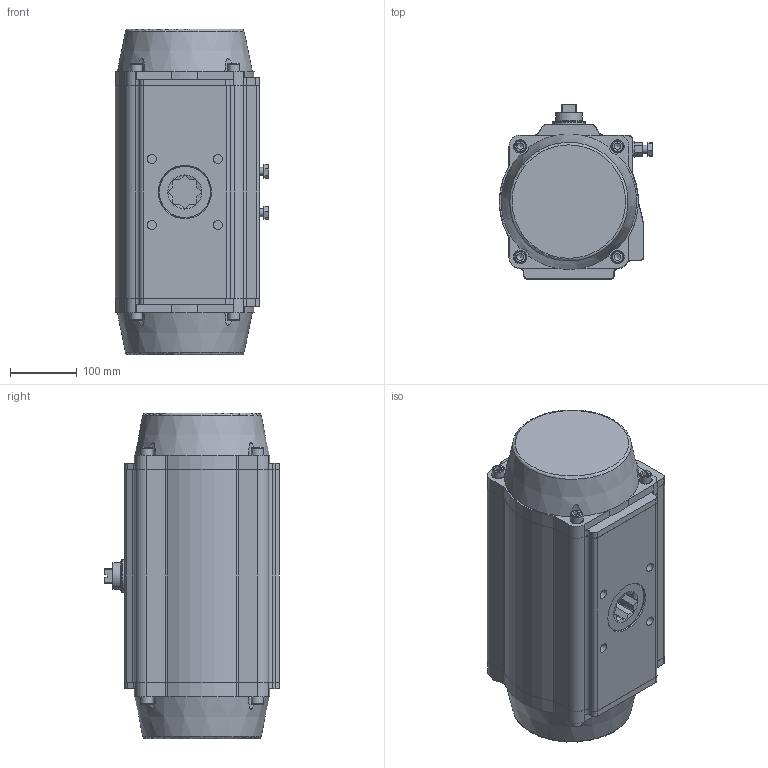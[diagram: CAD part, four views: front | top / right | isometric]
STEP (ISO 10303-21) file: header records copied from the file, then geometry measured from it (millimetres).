
FILE_DESCRIPTION(/* description */ ('Unknown'),/* implementation_level */ '2;1');
FILE_NAME(/* name */ 'PD11_PE10',/* time_stamp */ '2022-02-21T12:46:29+01:00',/* author */ ('Unknown'),/* organization */ ('Unknown'),/* preprocessor_version */ 'ST-DEVELOPER v16.7',/* originating_system */ 'Solid Edge',/* authorisation */ 'Unknown');
FILE_SCHEMA (('AUTOMOTIVE_DESIGN {1 0 10303 214 3 1 1}'));
Length unit declared in the file: millimetre
Products named in the file (12): PD11_PE10; 190gangti; VT190-03 怀堤粣 3D; VT190-09 俋菜え; VT190-10 踢扽菜え; VT190-4 傷裔; 噩砃VT190-4 傷裔; circlips for shaft--type a large gb_GB_CONNECTING_PIECE_RING_RRA 36; socket head cap screw_din_DIN 912 M12 x 50 --- 50N; hex bolt gradec_din_ISO 4016 - M12 x 80 x 80-WN; hex nut gradec_din_Hexagon Nut ISO 4034 - M12 - N; plain washers-n series-grade a gb_GB_FASTENER_WASHER_PWNA 12
Assembly tree (21 placements, depth 2):
  PD11_PE10
    190gangti
    VT190-03 怀堤粣 3D
    VT190-09 俋菜え
    VT190-10 踢扽菜え
    VT190-4 傷裔
    噩砃VT190-4 傷裔
    circlips for shaft--type a large gb_GB_CONNECTING_PIECE_RING_RRA 36
    socket head cap screw_din_DIN 912 M12 x 50 --- 50N  x8
    hex bolt gradec_din_ISO 4016 - M12 x 80 x 80-WN  x2
    hex nut gradec_din_Hexagon Nut ISO 4034 - M12 - N  x2
    plain washers-n series-grade a gb_GB_FASTENER_WASHER_PWNA 12  x2
Bounding box: 230.45 x 262 x 488 mm (x, y, z)
Volume: 7759618.6 mm3; surface area: 1006947.9 mm2
Topology: 21 solids, 21 shells, 718 faces, 1638 edges, 1051 vertices
Faces by surface type: plane 360, cylinder 220, cone 86, torus 48, bspline 4
Full cylindrical faces by diameter (mm): 2.5 x2, 4.134 x8, 4.917 x1, 5.914 x1, 6 x3, 7 x1, 10.106 x8, 10.2 x2, 11.45 x2, 11.835 x2, 12 x12, 13 x2, 13.16 x2, 13.5 x8, 13.835 x4, 18 x10, 20 x10, 24 x2, 34.2 x1, 36 x12, 36.4 x1, 37.2 x1, 39.8 x1, 40 x5, 40.2 x1, 49.4 x1, 50 x1, 61.5 x1, 68.6 x1, 74 x1
Entity records: 14907 total; most frequent: CARTESIAN_POINT 3186, DIRECTION 2509, ORIENTED_EDGE 2014, AXIS2_PLACEMENT_3D 1064, EDGE_CURVE 1007, FACE_BOUND 808, EDGE_LOOP 807, VERTEX_POINT 751
